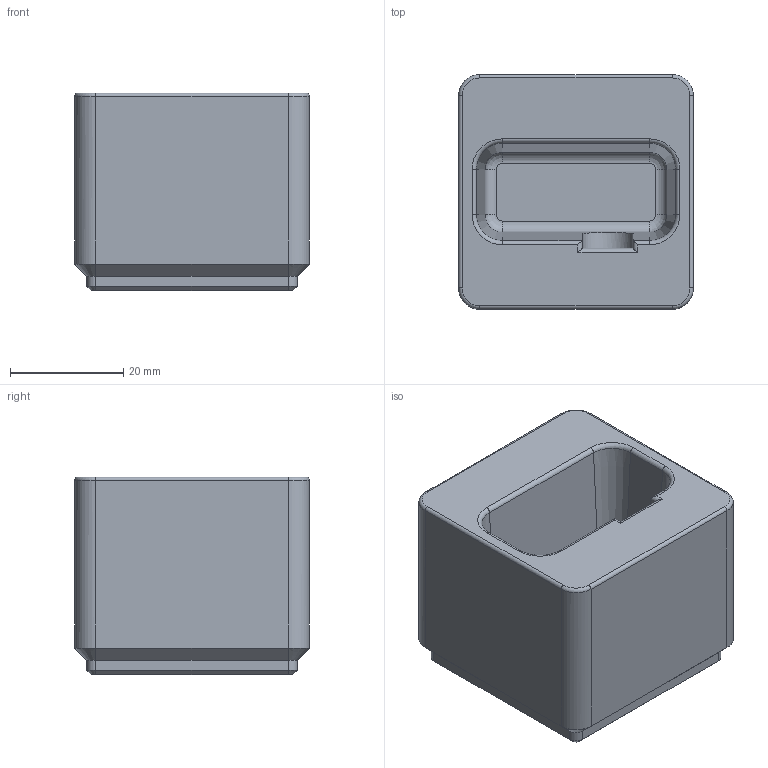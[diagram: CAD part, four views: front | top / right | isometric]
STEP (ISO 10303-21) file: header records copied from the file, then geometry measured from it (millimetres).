
FILE_DESCRIPTION(('FreeCAD Model'),'2;1');
FILE_NAME('Open CASCADE Shape Model','2023-05-11T23:49:49',(''),(''), 'Open CASCADE STEP processor 7.6','FreeCAD','Unknown');
FILE_SCHEMA(('AUTOMOTIVE_DESIGN { 1 0 10303 214 1 1 1 1 }'));
Length unit declared in the file: millimetre
Products named in the file (1): holder
Bounding box: 41.5 x 41.5 x 35 mm (x, y, z)
Volume: 41485.6 mm3; surface area: 11633.6 mm2
Topology: 1 solids, 1 shells, 107 faces, 240 edges, 144 vertices
Faces by surface type: cylinder 45, plane 34, cone 16, torus 8, revolution 4
Entity records: 6598 total; most frequent: CARTESIAN_POINT 1480, DIRECTION 928, ORIENTED_EDGE 490, PCURVE 490, DEFINITIONAL_REPRESENTATION 490, LINE 414, VECTOR 414, EDGE_CURVE 245
